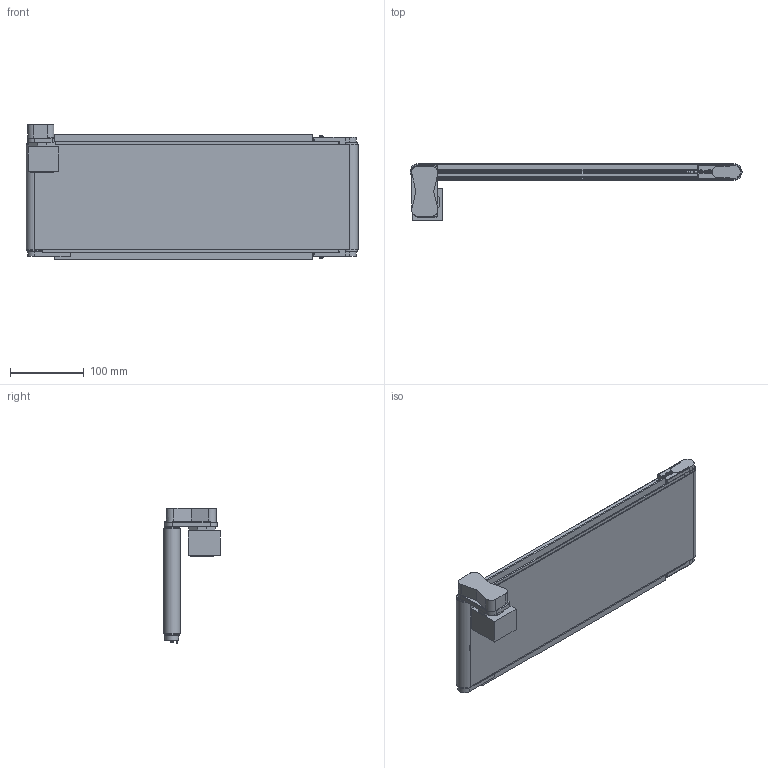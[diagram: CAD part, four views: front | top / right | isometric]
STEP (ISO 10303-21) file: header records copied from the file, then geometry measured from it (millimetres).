
FILE_DESCRIPTION(/* description */ (''),/* implementation_level */ '2;1');
FILE_NAME(/* name */ 'Conveyor belt_si.stp',/* time_stamp */ '2025-01-31T12:26:43-05:00',/* author */ ('sara_'),/* organization */ (''),/* preprocessor_version */ 'ST-DEVELOPER v19.2',/* originating_system */ 'Autodesk Inventor 2024',/* authorisation */ '');
FILE_SCHEMA (('AUTOMOTIVE_DESIGN { 1 0 10303 214 3 1 1 }'));
Length unit declared in the file: millimetre
Products named in the file (1): Conveyor belt_si
Bounding box: 450 x 76.88 x 183.44 mm (x, y, z)
Volume: 748515.4 mm3; surface area: 975538.3 mm2
Topology: 29 solids, 29 shells, 616 faces, 1464 edges, 960 vertices
Faces by surface type: plane 448, cylinder 116, cone 44, torus 8
Full cylindrical faces by diameter (mm): 1.844 x3, 2.25 x16, 2.4 x2, 2.493 x3, 2.625 x2, 3 x3, 3.038 x1, 3.375 x6, 3.75 x15, 4.5 x2, 5.062 x3, 5.625 x10, 7.5 x5, 10.5 x1, 12 x1, 20.625 x2
Entity records: 26058 total; most frequent: CARTESIAN_POINT 10757, DIRECTION 2960, ORIENTED_EDGE 2928, EDGE_CURVE 1464, LINE 1118, VECTOR 1118, VERTEX_POINT 960, AXIS2_PLACEMENT_3D 921
